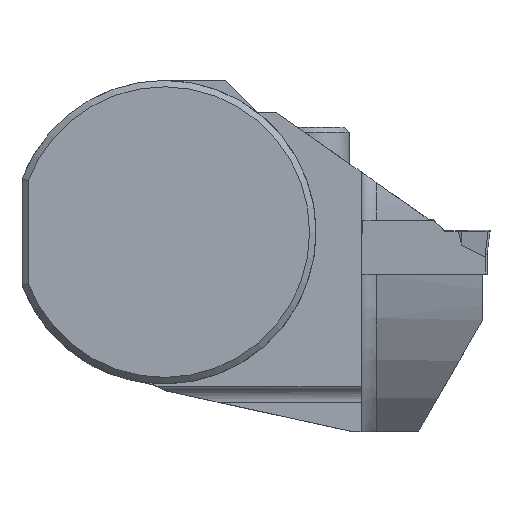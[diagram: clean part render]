
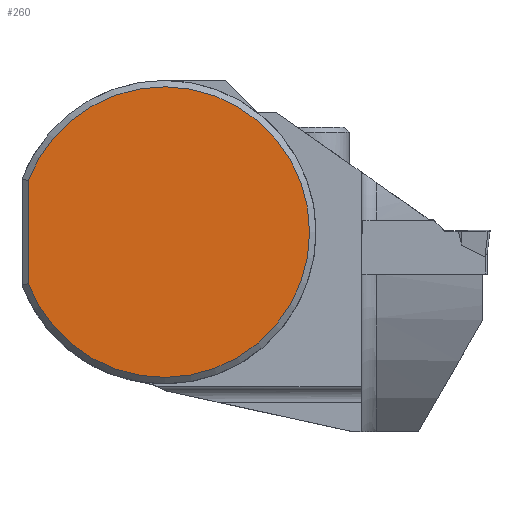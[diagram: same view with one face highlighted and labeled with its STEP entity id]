
A CAD part, top view. The second image highlights one B-rep face of the part: STEP entity #260.
In plain terms, the highlighted planar face has unit normal (0, 0, 1).
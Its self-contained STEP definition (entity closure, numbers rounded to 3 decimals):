
#184=CIRCLE('',#1952,15.325);
#260=ADVANCED_FACE('',(#403),#337,.F.);
#337=PLANE('',#1955);
#403=FACE_OUTER_BOUND('',#497,.T.);
#497=EDGE_LOOP('',(#868,#869));
#868=ORIENTED_EDGE('',*,*,#1383,.F.);
#869=ORIENTED_EDGE('',*,*,#1391,.T.);
#1169=VERTEX_POINT('',#3142);
#1170=VERTEX_POINT('',#3147);
#1383=EDGE_CURVE('',#1170,#1169,#1564,.T.);
#1391=EDGE_CURVE('',#1170,#1169,#184,.T.);
#1564=LINE('',#3148,#1707);
#1707=VECTOR('',#2311,1.);
#1952=AXIS2_PLACEMENT_3D('',#3166,#2334,#2335);
#1955=AXIS2_PLACEMENT_3D('',#3169,#2340,#2341);
#2311=DIRECTION('',(0.,1.,0.));
#2334=DIRECTION('',(0.,0.,1.));
#2335=DIRECTION('',(1.,0.,0.));
#2340=DIRECTION('',(0.,0.,-1.));
#2341=DIRECTION('',(1.,0.,0.));
#3142=CARTESIAN_POINT('',(-14.325,5.445,0.));
#3147=CARTESIAN_POINT('',(-14.325,-5.445,0.));
#3148=CARTESIAN_POINT('',(-14.325,16.,0.));
#3166=CARTESIAN_POINT('',(0.,0.,0.));
#3169=CARTESIAN_POINT('',(0.,0.,0.));
